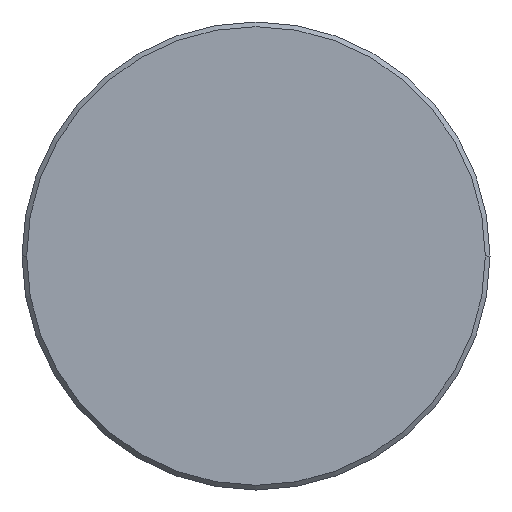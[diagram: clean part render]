
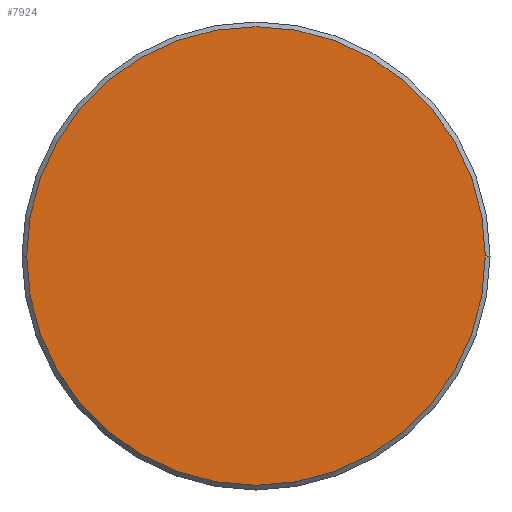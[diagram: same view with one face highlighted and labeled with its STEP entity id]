
A CAD part, front view. The second image highlights one B-rep face of the part: STEP entity #7924.
In plain terms, the highlighted planar face has unit normal (0, -1, 0).
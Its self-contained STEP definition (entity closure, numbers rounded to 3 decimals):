
#364 = ORIENTED_EDGE ( 'NONE', *, *, #2173, .T. ) ;
#2173 = EDGE_CURVE ( 'NONE', #10053, #7263, #3963, .T. ) ;
#2780 = FACE_OUTER_BOUND ( 'NONE', #15064, .T. ) ;
#3022 = AXIS2_PLACEMENT_3D ( 'NONE', #10849, #3792, #12042 ) ;
#3792 = DIRECTION ( 'NONE',  ( 0., -1., 0. ) ) ;
#3963 = CIRCLE ( 'NONE', #5204, 74.48 ) ;
#4011 = EDGE_CURVE ( 'NONE', #7263, #10053, #12294, .T. ) ;
#4027 = DIRECTION ( 'NONE',  ( -1., 0., 0. ) ) ;
#5204 = AXIS2_PLACEMENT_3D ( 'NONE', #10948, #10891, #9758 ) ;
#5252 = CARTESIAN_POINT ( 'NONE',  ( 74.48, -111., 0. ) ) ;
#6015 = CARTESIAN_POINT ( 'NONE',  ( -76., -111., 0. ) ) ;
#7209 = PLANE ( 'NONE',  #8997 ) ;
#7263 = VERTEX_POINT ( 'NONE', #12107 ) ;
#7924 = ADVANCED_FACE ( 'NONE', ( #2780 ), #7209, .F. ) ;
#8997 = AXIS2_PLACEMENT_3D ( 'NONE', #6015, #11137, #4027 ) ;
#9758 = DIRECTION ( 'NONE',  ( -1., 0., 0. ) ) ;
#10053 = VERTEX_POINT ( 'NONE', #5252 ) ;
#10058 = ORIENTED_EDGE ( 'NONE', *, *, #4011, .T. ) ;
#10849 = CARTESIAN_POINT ( 'NONE',  ( 0., -111., 0. ) ) ;
#10891 = DIRECTION ( 'NONE',  ( 0., -1., 0. ) ) ;
#10948 = CARTESIAN_POINT ( 'NONE',  ( 0., -111., 0. ) ) ;
#11137 = DIRECTION ( 'NONE',  ( 0., 1., 0. ) ) ;
#12042 = DIRECTION ( 'NONE',  ( -1., 0., 0. ) ) ;
#12107 = CARTESIAN_POINT ( 'NONE',  ( -74.48, -111., 0. ) ) ;
#12294 = CIRCLE ( 'NONE', #3022, 74.48 ) ;
#15064 = EDGE_LOOP ( 'NONE', ( #10058, #364 ) ) ;
